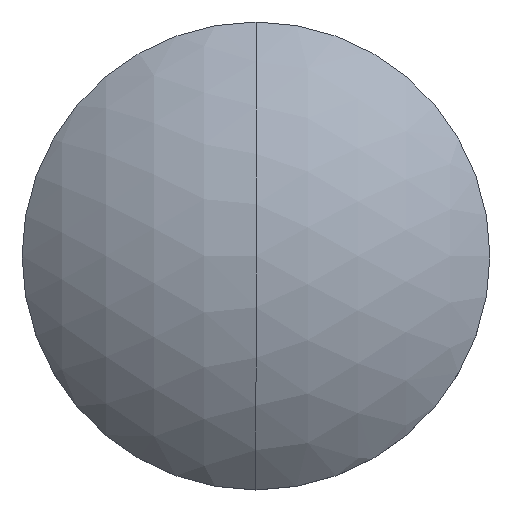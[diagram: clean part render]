
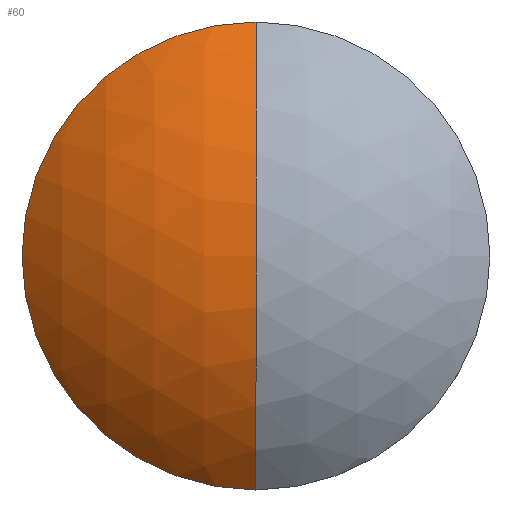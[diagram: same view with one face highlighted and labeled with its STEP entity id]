
A CAD part, top view. The second image highlights one B-rep face of the part: STEP entity #60.
In plain terms, the highlighted spherical face has radius 12.87 mm.
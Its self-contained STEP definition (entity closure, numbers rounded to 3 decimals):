
#17 = DIRECTION ( 'NONE',  ( 1., 0., 0. ) ) ;
#18 = DIRECTION ( 'NONE',  ( 0., 0., 1. ) ) ;
#19 = AXIS2_PLACEMENT_3D ( 'NONE', #20, #18, #17 ) ;
#20 = CARTESIAN_POINT ( 'NONE',  ( 0., 0., -0.94 ) ) ;
#21 = CIRCLE ( 'NONE', #19, 9. ) ;
#22 = CARTESIAN_POINT ( 'NONE',  ( 0., 9., -0.94 ) ) ;
#25 = EDGE_CURVE ( 'NONE', #26, #55, #21, .T. ) ;
#26 = VERTEX_POINT ( 'NONE', #22 ) ;
#32 = EDGE_CURVE ( 'NONE', #63, #62, #82, .T. ) ;
#33 = ORIENTED_EDGE ( 'NONE', *, *, #32, .T. ) ;
#34 = ORIENTED_EDGE ( 'NONE', *, *, #25, .T. ) ;
#35 = EDGE_LOOP ( 'NONE', ( #34, #61, #33, #40 ) ) ;
#40 = ORIENTED_EDGE ( 'NONE', *, *, #58, .F. ) ;
#55 = VERTEX_POINT ( 'NONE', #100 ) ;
#58 = EDGE_CURVE ( 'NONE', #26, #62, #195, .T. ) ;
#59 = EDGE_CURVE ( 'NONE', #55, #63, #185, .T. ) ;
#60 = ADVANCED_FACE ( 'NONE', ( #180 ), #83, .T. ) ;
#61 = ORIENTED_EDGE ( 'NONE', *, *, #59, .T. ) ;
#62 = VERTEX_POINT ( 'NONE', #147 ) ;
#63 = VERTEX_POINT ( 'NONE', #146 ) ;
#79 = DIRECTION ( 'NONE',  ( 0., -1., 0. ) ) ;
#80 = DIRECTION ( 'NONE',  ( -1., 0., 0. ) ) ;
#81 = AXIS2_PLACEMENT_3D ( 'NONE', #221, #80, #79 ) ;
#82 = CIRCLE ( 'NONE', #81, 12.87 ) ;
#83 = SPHERICAL_SURFACE ( 'NONE', #151, 12.87 ) ;
#100 = CARTESIAN_POINT ( 'NONE',  ( -9., 0., -0.94 ) ) ;
#146 = CARTESIAN_POINT ( 'NONE',  ( 0., -9., -0.94 ) ) ;
#147 = CARTESIAN_POINT ( 'NONE',  ( 0., 0., 2.73 ) ) ;
#148 = DIRECTION ( 'NONE',  ( 0., 1., 0. ) ) ;
#149 = DIRECTION ( 'NONE',  ( -1., 0., 0. ) ) ;
#150 = CARTESIAN_POINT ( 'NONE',  ( 0., 0., -10.14 ) ) ;
#151 = AXIS2_PLACEMENT_3D ( 'NONE', #150, #149, #148 ) ;
#180 = FACE_OUTER_BOUND ( 'NONE', #35, .T. ) ;
#181 = DIRECTION ( 'NONE',  ( 1., 0., 0. ) ) ;
#182 = DIRECTION ( 'NONE',  ( 0., 0., 1. ) ) ;
#183 = CARTESIAN_POINT ( 'NONE',  ( 0., 0., -0.94 ) ) ;
#184 = AXIS2_PLACEMENT_3D ( 'NONE', #183, #182, #181 ) ;
#185 = CIRCLE ( 'NONE', #184, 9. ) ;
#187 = DIRECTION ( 'NONE',  ( 0., 0., -1. ) ) ;
#188 = DIRECTION ( 'NONE',  ( 1., 0., 0. ) ) ;
#189 = CARTESIAN_POINT ( 'NONE',  ( 0., 0., -10.14 ) ) ;
#190 = AXIS2_PLACEMENT_3D ( 'NONE', #189, #188, #187 ) ;
#195 = CIRCLE ( 'NONE', #190, 12.87 ) ;
#221 = CARTESIAN_POINT ( 'NONE',  ( 0., 0., -10.14 ) ) ;
